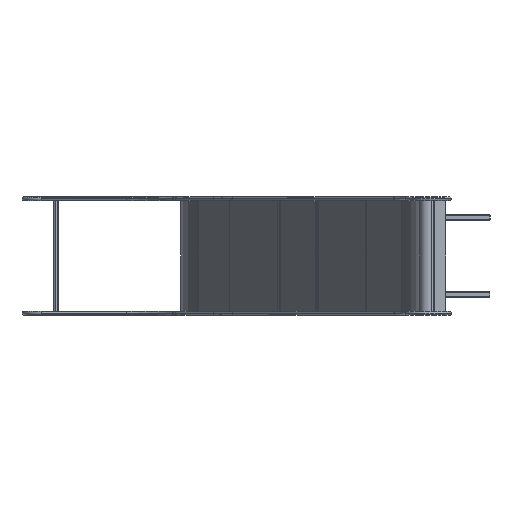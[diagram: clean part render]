
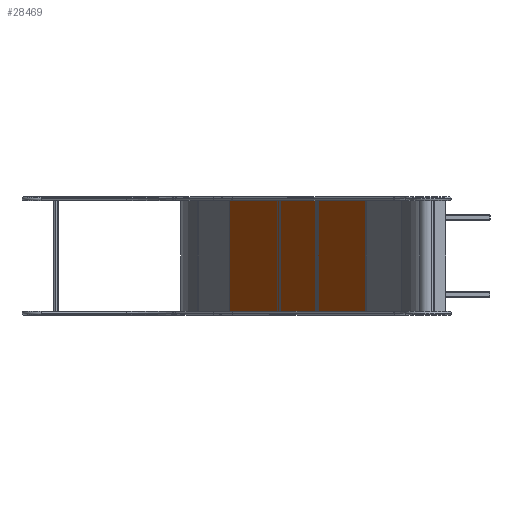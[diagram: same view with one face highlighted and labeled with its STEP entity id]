
A CAD part, left-side view. The second image highlights one B-rep face of the part: STEP entity #28469.
In plain terms, the highlighted face is planar.
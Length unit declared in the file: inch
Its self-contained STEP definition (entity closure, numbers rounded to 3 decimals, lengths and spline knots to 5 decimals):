
#204 = DIRECTION ( 'NONE',  ( 0., 0., 1. ) ) ;
#2175 = CARTESIAN_POINT ( 'NONE',  ( -14.8622, 0., -35.8622 ) ) ;
#3769 = CARTESIAN_POINT ( 'NONE',  ( 14.91236, 0., -35.8622 ) ) ;
#4076 = CARTESIAN_POINT ( 'NONE',  ( -14.8622, 0., 35.8622 ) ) ;
#5231 = ORIENTED_EDGE ( 'NONE', *, *, #7631, .T. ) ;
#6469 = CARTESIAN_POINT ( 'NONE',  ( -14.8622, 0., -35.91236 ) ) ;
#7189 = VECTOR ( 'NONE', #27601, 39.37008 ) ;
#7631 = EDGE_CURVE ( 'NONE', #23385, #29699, #36219, .T. ) ;
#7653 = EDGE_CURVE ( 'NONE', #22292, #23385, #15305, .T. ) ;
#9534 = VERTEX_POINT ( 'NONE', #4076 ) ;
#10351 = CARTESIAN_POINT ( 'NONE',  ( -14.91236, 0., 35.8622 ) ) ;
#13051 = FACE_OUTER_BOUND ( 'NONE', #36891, .T. ) ;
#13453 = LINE ( 'NONE', #10351, #17333 ) ;
#15225 = CARTESIAN_POINT ( 'NONE',  ( 0., 0., 0. ) ) ;
#15305 = LINE ( 'NONE', #27219, #35903 ) ;
#15416 = PLANE ( 'NONE',  #29207 ) ;
#17333 = VECTOR ( 'NONE', #31071, 39.37008 ) ;
#18041 = ORIENTED_EDGE ( 'NONE', *, *, #7653, .T. ) ;
#18441 = DIRECTION ( 'NONE',  ( 0., 0., -1. ) ) ;
#20118 = VECTOR ( 'NONE', #204, 39.37008 ) ;
#21308 = ORIENTED_EDGE ( 'NONE', *, *, #35217, .T. ) ;
#22292 = VERTEX_POINT ( 'NONE', #38246 ) ;
#22408 = ORIENTED_EDGE ( 'NONE', *, *, #24869, .T. ) ;
#23385 = VERTEX_POINT ( 'NONE', #26686 ) ;
#24869 = EDGE_CURVE ( 'NONE', #29699, #9534, #33258, .T. ) ;
#26686 = CARTESIAN_POINT ( 'NONE',  ( 14.8622, 0., -35.8622 ) ) ;
#27219 = CARTESIAN_POINT ( 'NONE',  ( 14.8622, 0., 35.91236 ) ) ;
#27601 = DIRECTION ( 'NONE',  ( -1., 0., 0. ) ) ;
#28469 = ADVANCED_FACE ( 'NONE', ( #13051 ), #15416, .T. ) ;
#29207 = AXIS2_PLACEMENT_3D ( 'NONE', #15225, #30669, #36532 ) ;
#29699 = VERTEX_POINT ( 'NONE', #2175 ) ;
#30669 = DIRECTION ( 'NONE',  ( 0., 1., 0. ) ) ;
#31071 = DIRECTION ( 'NONE',  ( 1., 0., 0. ) ) ;
#33258 = LINE ( 'NONE', #6469, #20118 ) ;
#35217 = EDGE_CURVE ( 'NONE', #9534, #22292, #13453, .T. ) ;
#35903 = VECTOR ( 'NONE', #18441, 39.37008 ) ;
#36219 = LINE ( 'NONE', #3769, #7189 ) ;
#36532 = DIRECTION ( 'NONE',  ( 0., 0., 1. ) ) ;
#36891 = EDGE_LOOP ( 'NONE', ( #22408, #21308, #18041, #5231 ) ) ;
#38246 = CARTESIAN_POINT ( 'NONE',  ( 14.8622, 0., 35.8622 ) ) ;
